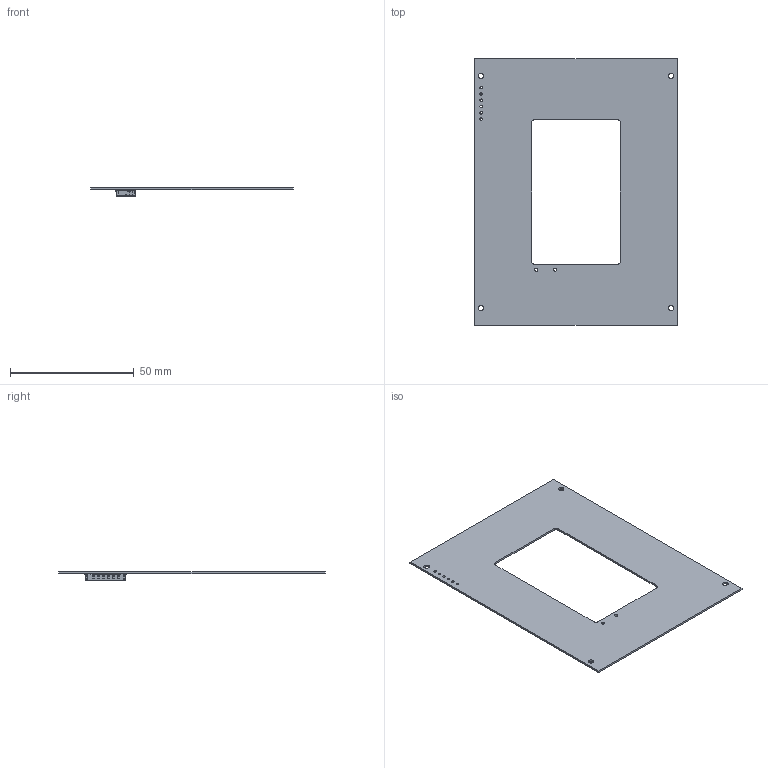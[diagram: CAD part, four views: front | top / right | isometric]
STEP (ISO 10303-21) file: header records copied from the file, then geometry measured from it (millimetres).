
FILE_DESCRIPTION(('KiCad electronic assembly'),'2;1');
FILE_NAME('Coil_Panels_XY.step','2023-11-05T19:19:28',('Pcbnew'),( 'Kicad'),'Open CASCADE STEP processor 7.6','KiCad to STEP converter' ,'Unknown');
FILE_SCHEMA(('AUTOMOTIVE_DESIGN { 1 0 10303 214 1 1 1 1 }'));
Length unit declared in the file: millimetre
Products named in the file (4): Coil_Panels_XY 1; 2053380006; COMPOUND; Coil_Panels_XY PCB
Assembly tree (3 placements, depth 3):
  Coil_Panels_XY 1
    2053380006
      COMPOUND
    Coil_Panels_XY PCB
Bounding box: 82 x 108 x 3.41 mm (x, y, z)
Volume: 5379.3 mm3; surface area: 14513.4 mm2
Topology: 2 solids, 2 shells, 448 faces, 1299 edges, 842 vertices
Faces by surface type: plane 365, cylinder 71, sphere 12
Full cylindrical faces by diameter (mm): 1 x6, 1.3 x2, 2.2 x4
Entity records: 32243 total; most frequent: CARTESIAN_POINT 6085, DIRECTION 4866, LINE 3625, VECTOR 3625, ORIENTED_EDGE 2598, PCURVE 2598, DEFINITIONAL_REPRESENTATION 2598, EDGE_CURVE 1299
